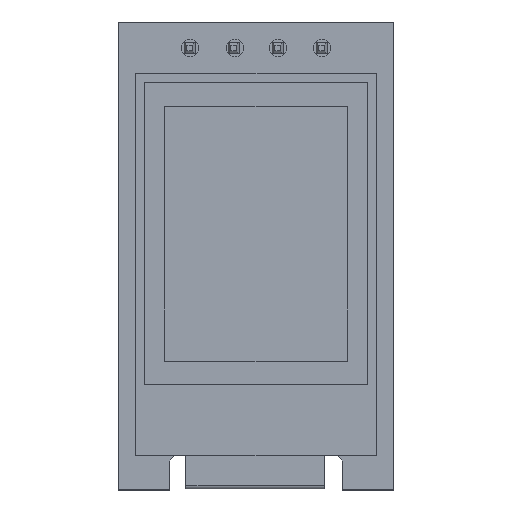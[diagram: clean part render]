
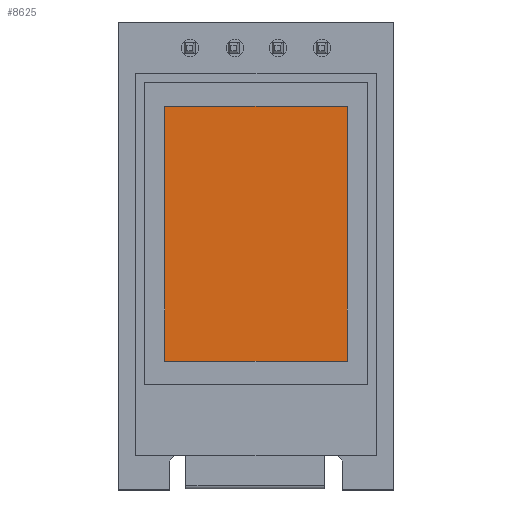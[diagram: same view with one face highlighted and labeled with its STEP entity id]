
A CAD part, top view. The second image highlights one B-rep face of the part: STEP entity #8625.
In plain terms, the highlighted planar face has unit normal (0, 0, 1).
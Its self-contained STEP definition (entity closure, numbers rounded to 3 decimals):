
#577 = CARTESIAN_POINT ( 'NONE',  ( -5.27, 3.73, 2.11 ) ) ;
#642 = CARTESIAN_POINT ( 'NONE',  ( 5.27, -6.07, 2.11 ) ) ;
#682 = CARTESIAN_POINT ( 'NONE',  ( -5.27, -6.07, 2.11 ) ) ;
#704 = EDGE_CURVE ( 'NONE', #3816, #2317, #5102, .T. ) ;
#766 = B_SPLINE_CURVE_WITH_KNOTS ( 'NONE', 3,
 ( #642, #8544, #4679, #7314 ),
 .UNSPECIFIED., .F., .F.,
 ( 4, 4 ),
 ( 0., 1. ),
 .UNSPECIFIED. ) ;
#1237 = CARTESIAN_POINT ( 'NONE',  ( -5.27, -6.07, 2.11 ) ) ;
#1264 = CARTESIAN_POINT ( 'NONE',  ( 5.27, 8.63, 2.11 ) ) ;
#1363 = EDGE_CURVE ( 'NONE', #1517, #6172, #5957, .T. ) ;
#1517 = VERTEX_POINT ( 'NONE', #682 ) ;
#1533 = EDGE_CURVE ( 'NONE', #6172, #3816, #4094, .T. ) ;
#1776 = CARTESIAN_POINT ( 'NONE',  ( 5.27, -6.07, 2.11 ) ) ;
#1850 = CARTESIAN_POINT ( 'NONE',  ( 1.757, 8.63, 2.11 ) ) ;
#2267 = ORIENTED_EDGE ( 'NONE', *, *, #1363, .F. ) ;
#2299 = DIRECTION ( 'NONE',  ( 1., 0., 0. ) ) ;
#2317 = VERTEX_POINT ( 'NONE', #1776 ) ;
#2646 = CARTESIAN_POINT ( 'NONE',  ( 5.27, -6.07, 2.11 ) ) ;
#2970 = CARTESIAN_POINT ( 'NONE',  ( -5.27, 8.63, 2.11 ) ) ;
#3324 = CARTESIAN_POINT ( 'NONE',  ( 5.27, -1.17, 2.11 ) ) ;
#3359 = CARTESIAN_POINT ( 'NONE',  ( 5.27, 8.63, 2.11 ) ) ;
#3371 = PLANE ( 'NONE',  #5437 ) ;
#3580 = DIRECTION ( 'NONE',  ( 0., 0., 1. ) ) ;
#3711 = CARTESIAN_POINT ( 'NONE',  ( 0., 0., 2.11 ) ) ;
#3816 = VERTEX_POINT ( 'NONE', #4181 ) ;
#3912 = CARTESIAN_POINT ( 'NONE',  ( -1.757, 8.63, 2.11 ) ) ;
#4094 = B_SPLINE_CURVE_WITH_KNOTS ( 'NONE', 3,
 ( #7892, #3912, #1850, #1264 ),
 .UNSPECIFIED., .F., .F.,
 ( 4, 4 ),
 ( 0., 1. ),
 .UNSPECIFIED. ) ;
#4181 = CARTESIAN_POINT ( 'NONE',  ( 5.27, 8.63, 2.11 ) ) ;
#4679 = CARTESIAN_POINT ( 'NONE',  ( -1.757, -6.07, 2.11 ) ) ;
#4958 = CARTESIAN_POINT ( 'NONE',  ( -5.27, 8.63, 2.11 ) ) ;
#5102 = B_SPLINE_CURVE_WITH_KNOTS ( 'NONE', 3,
 ( #3359, #6544, #3324, #2646 ),
 .UNSPECIFIED., .F., .F.,
 ( 4, 4 ),
 ( 0., 1. ),
 .UNSPECIFIED. ) ;
#5237 = ORIENTED_EDGE ( 'NONE', *, *, #5907, .F. ) ;
#5437 = AXIS2_PLACEMENT_3D ( 'NONE', #3711, #3580, #2299 ) ;
#5711 = ORIENTED_EDGE ( 'NONE', *, *, #1533, .F. ) ;
#5907 = EDGE_CURVE ( 'NONE', #2317, #1517, #766, .T. ) ;
#5957 = B_SPLINE_CURVE_WITH_KNOTS ( 'NONE', 3,
 ( #1237, #6561, #577, #2970 ),
 .UNSPECIFIED., .F., .F.,
 ( 4, 4 ),
 ( 0., 1. ),
 .UNSPECIFIED. ) ;
#6172 = VERTEX_POINT ( 'NONE', #4958 ) ;
#6544 = CARTESIAN_POINT ( 'NONE',  ( 5.27, 3.73, 2.11 ) ) ;
#6561 = CARTESIAN_POINT ( 'NONE',  ( -5.27, -1.17, 2.11 ) ) ;
#6770 = ORIENTED_EDGE ( 'NONE', *, *, #704, .F. ) ;
#7287 = FACE_OUTER_BOUND ( 'NONE', #7351, .T. ) ;
#7314 = CARTESIAN_POINT ( 'NONE',  ( -5.27, -6.07, 2.11 ) ) ;
#7351 = EDGE_LOOP ( 'NONE', ( #5711, #2267, #5237, #6770 ) ) ;
#7892 = CARTESIAN_POINT ( 'NONE',  ( -5.27, 8.63, 2.11 ) ) ;
#8544 = CARTESIAN_POINT ( 'NONE',  ( 1.757, -6.07, 2.11 ) ) ;
#8625 = ADVANCED_FACE ( 'NONE', ( #7287 ), #3371, .T. ) ;
